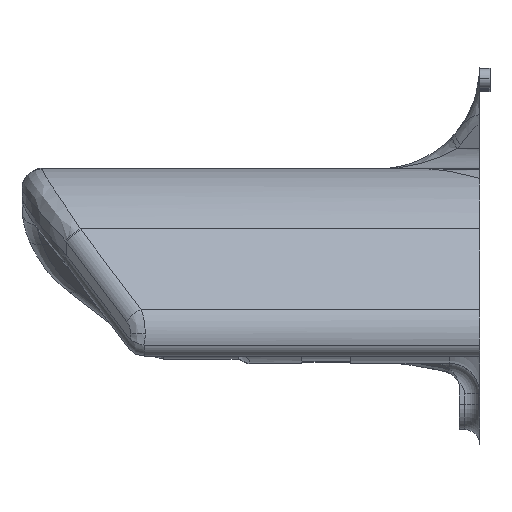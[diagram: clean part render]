
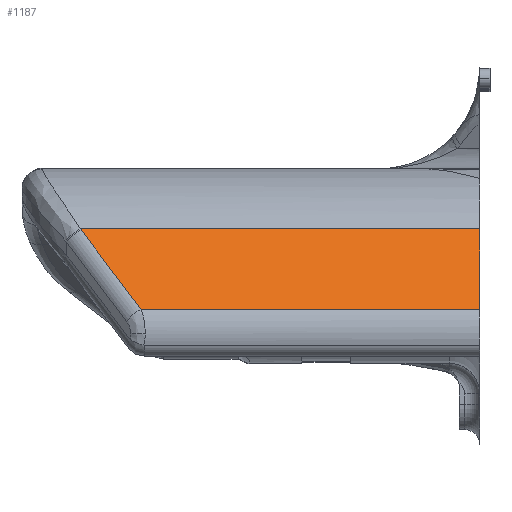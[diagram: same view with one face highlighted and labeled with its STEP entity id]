
A CAD part, top view. The second image highlights one B-rep face of the part: STEP entity #1187.
In plain terms, the highlighted planar face has unit normal (0, 0.602, 0.799).
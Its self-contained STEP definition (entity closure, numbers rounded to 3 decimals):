
#236 = VECTOR ( 'NONE', #4393, 1000. ) ;
#876 = CARTESIAN_POINT ( 'NONE',  ( -205.535, 137.654, 132.419 ) ) ;
#877 = CARTESIAN_POINT ( 'NONE',  ( -205.485, 137.587, 132.47 ) ) ;
#880 = LINE ( 'NONE', #883, #5242 ) ;
#883 = CARTESIAN_POINT ( 'NONE',  ( -215.192, 150.469, 122.763 ) ) ;
#887 = DIRECTION ( 'NONE',  ( 0.516, -0.684, 0.516 ) ) ;
#1187 = ADVANCED_FACE ( 'NONE', ( #3815 ), #3803, .F. ) ;
#2570 = ORIENTED_EDGE ( 'NONE', *, *, #6033, .T. ) ;
#2603 = EDGE_LOOP ( 'NONE', ( #2570, #2608, #2653, #2684, #2687 ) ) ;
#2608 = ORIENTED_EDGE ( 'NONE', *, *, #6537, .T. ) ;
#2653 = ORIENTED_EDGE ( 'NONE', *, *, #6034, .T. ) ;
#2684 = ORIENTED_EDGE ( 'NONE', *, *, #6086, .T. ) ;
#2687 = ORIENTED_EDGE ( 'NONE', *, *, #6070, .T. ) ;
#3573 = CARTESIAN_POINT ( 'NONE',  ( -205.385, 137.454, 132.571 ) ) ;
#3592 = CARTESIAN_POINT ( 'NONE',  ( -205.435, 137.52, 132.52 ) ) ;
#3787 = DIRECTION ( 'NONE',  ( 0., 0.799, -0.602 ) ) ;
#3803 = PLANE ( 'NONE',  #5813 ) ;
#3812 = DIRECTION ( 'NONE',  ( 0., -0.602, -0.799 ) ) ;
#3815 = FACE_OUTER_BOUND ( 'NONE', #2603, .T. ) ;
#3827 = CARTESIAN_POINT ( 'NONE',  ( -217., 149.6, 123.418 ) ) ;
#3948 =( BOUNDED_CURVE ( )  B_SPLINE_CURVE ( 3, ( #876, #877, #3592, #3573 ),
 .UNSPECIFIED., .F., .T. ) 
 B_SPLINE_CURVE_WITH_KNOTS ( ( 4, 4 ),
 ( 5.49, 5.498 ),
 .UNSPECIFIED. ) 
 CURVE ( )  GEOMETRIC_REPRESENTATION_ITEM ( )  RATIONAL_B_SPLINE_CURVE ( ( 1., 1., 1., 1. ) ) 
 REPRESENTATION_ITEM ( '' )  );
#4346 = LINE ( 'NONE', #4348, #236 ) ;
#4348 = CARTESIAN_POINT ( 'NONE',  ( -127., 149.6, 123.418 ) ) ;
#4393 = DIRECTION ( 'NONE',  ( 0., 0.799, -0.602 ) ) ;
#5207 = VECTOR ( 'NONE', #8709, 1000. ) ;
#5229 = VECTOR ( 'NONE', #8695, 1000. ) ;
#5242 = VECTOR ( 'NONE', #887, 1000. ) ;
#5813 = AXIS2_PLACEMENT_3D ( 'NONE', #3827, #3812, #3787 ) ;
#6033 = EDGE_CURVE ( 'NONE', #7837, #10997, #8685, .T. ) ;
#6034 = EDGE_CURVE ( 'NONE', #10988, #11205, #8705, .T. ) ;
#6070 = EDGE_CURVE ( 'NONE', #11159, #7837, #880, .T. ) ;
#6086 = EDGE_CURVE ( 'NONE', #11205, #11159, #3948, .T. ) ;
#6537 = EDGE_CURVE ( 'NONE', #10997, #10988, #4346, .T. ) ;
#7018 = CARTESIAN_POINT ( 'NONE',  ( -193.592, 121.804, 144.364 ) ) ;
#7067 = CARTESIAN_POINT ( 'NONE',  ( -127., 121.804, 144.364 ) ) ;
#7105 = CARTESIAN_POINT ( 'NONE',  ( -127., 137.654, 132.419 ) ) ;
#7160 = CARTESIAN_POINT ( 'NONE',  ( -205.385, 137.454, 132.571 ) ) ;
#7180 = CARTESIAN_POINT ( 'NONE',  ( -205.535, 137.654, 132.419 ) ) ;
#7837 = VERTEX_POINT ( 'NONE', #7018 ) ;
#8685 = LINE ( 'NONE', #8716, #5229 ) ;
#8695 = DIRECTION ( 'NONE',  ( 1., 0., 0. ) ) ;
#8702 = CARTESIAN_POINT ( 'NONE',  ( -217., 137.654, 132.419 ) ) ;
#8705 = LINE ( 'NONE', #8702, #5207 ) ;
#8709 = DIRECTION ( 'NONE',  ( -1., 0., 0. ) ) ;
#8716 = CARTESIAN_POINT ( 'NONE',  ( -217., 121.804, 144.364 ) ) ;
#10988 = VERTEX_POINT ( 'NONE', #7105 ) ;
#10997 = VERTEX_POINT ( 'NONE', #7067 ) ;
#11159 = VERTEX_POINT ( 'NONE', #7160 ) ;
#11205 = VERTEX_POINT ( 'NONE', #7180 ) ;
